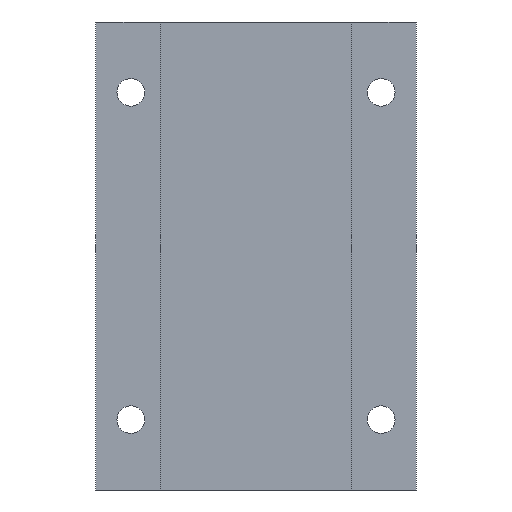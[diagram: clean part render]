
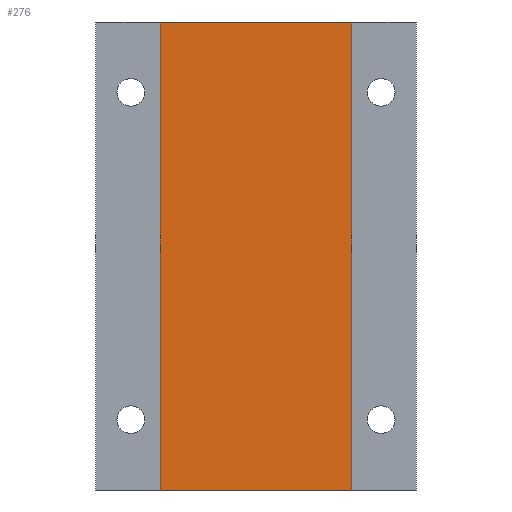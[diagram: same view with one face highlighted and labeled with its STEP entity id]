
A CAD part, front view. The second image highlights one B-rep face of the part: STEP entity #276.
In plain terms, the highlighted planar face has unit normal (0, -1, 0).
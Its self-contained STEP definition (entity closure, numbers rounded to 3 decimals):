
#5 = LINE ( 'NONE', #63, #131 ) ;
#36 = ORIENTED_EDGE ( 'NONE', *, *, #511, .F. ) ;
#46 = VECTOR ( 'NONE', #478, 1000. ) ;
#54 = LINE ( 'NONE', #597, #183 ) ;
#63 = CARTESIAN_POINT ( 'NONE',  ( 34.5, 0., 84.5 ) ) ;
#71 = EDGE_CURVE ( 'NONE', #211, #273, #375, .T. ) ;
#107 = CARTESIAN_POINT ( 'NONE',  ( 34.5, 0., -84.5 ) ) ;
#116 = EDGE_CURVE ( 'NONE', #608, #211, #692, .T. ) ;
#130 = AXIS2_PLACEMENT_3D ( 'NONE', #579, #442, #582 ) ;
#131 = VECTOR ( 'NONE', #133, 1000. ) ;
#133 = DIRECTION ( 'NONE',  ( 0., 0., -1. ) ) ;
#164 = DIRECTION ( 'NONE',  ( -1., 0., 0. ) ) ;
#175 = CARTESIAN_POINT ( 'NONE',  ( -34.5, 0., 84.5 ) ) ;
#183 = VECTOR ( 'NONE', #164, 1000. ) ;
#195 = ORIENTED_EDGE ( 'NONE', *, *, #116, .F. ) ;
#211 = VERTEX_POINT ( 'NONE', #560 ) ;
#214 = VECTOR ( 'NONE', #727, 1000. ) ;
#236 = EDGE_CURVE ( 'NONE', #273, #612, #5, .T. ) ;
#273 = VERTEX_POINT ( 'NONE', #516 ) ;
#276 = ADVANCED_FACE ( 'NONE', ( #487 ), #510, .F. ) ;
#375 = LINE ( 'NONE', #671, #46 ) ;
#442 = DIRECTION ( 'NONE',  ( 0., 1., 0. ) ) ;
#466 = EDGE_LOOP ( 'NONE', ( #195, #36, #620, #475 ) ) ;
#475 = ORIENTED_EDGE ( 'NONE', *, *, #71, .F. ) ;
#477 = CARTESIAN_POINT ( 'NONE',  ( -34.5, 0., -84.5 ) ) ;
#478 = DIRECTION ( 'NONE',  ( 1., 0., 0. ) ) ;
#487 = FACE_OUTER_BOUND ( 'NONE', #466, .T. ) ;
#510 = PLANE ( 'NONE',  #130 ) ;
#511 = EDGE_CURVE ( 'NONE', #612, #608, #54, .T. ) ;
#516 = CARTESIAN_POINT ( 'NONE',  ( 34.5, 0., 84.5 ) ) ;
#560 = CARTESIAN_POINT ( 'NONE',  ( -34.5, 0., 84.5 ) ) ;
#579 = CARTESIAN_POINT ( 'NONE',  ( 0., 0., 0. ) ) ;
#582 = DIRECTION ( 'NONE',  ( 0., 0., 1. ) ) ;
#597 = CARTESIAN_POINT ( 'NONE',  ( 34.5, 0., -84.5 ) ) ;
#608 = VERTEX_POINT ( 'NONE', #477 ) ;
#612 = VERTEX_POINT ( 'NONE', #107 ) ;
#620 = ORIENTED_EDGE ( 'NONE', *, *, #236, .F. ) ;
#671 = CARTESIAN_POINT ( 'NONE',  ( 34.5, 0., 84.5 ) ) ;
#692 = LINE ( 'NONE', #175, #214 ) ;
#727 = DIRECTION ( 'NONE',  ( 0., 0., 1. ) ) ;
